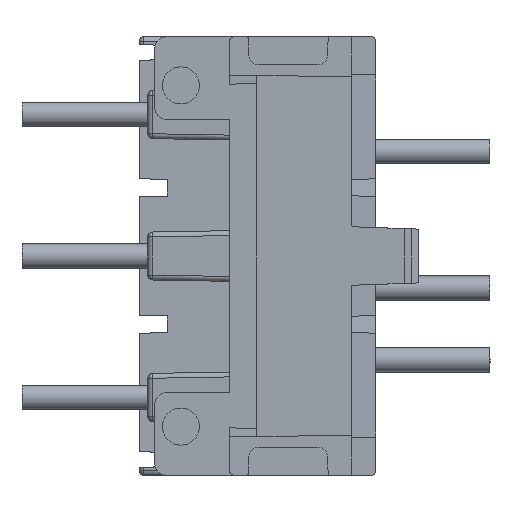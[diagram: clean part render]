
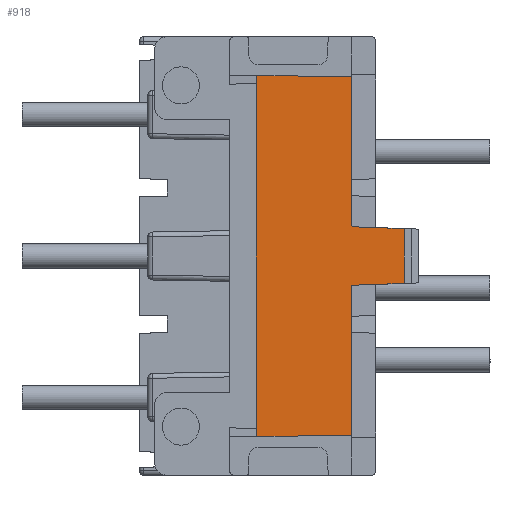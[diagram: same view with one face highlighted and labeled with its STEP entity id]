
A CAD part, front view. The second image highlights one B-rep face of the part: STEP entity #918.
In plain terms, the highlighted planar face has unit normal (-0.009, -1, 0).
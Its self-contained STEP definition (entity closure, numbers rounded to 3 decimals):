
#280=ELLIPSE('',#9959,0.199,0.199);
#281=ELLIPSE('',#9960,0.199,0.199);
#539=PLANE('',#9961);
#918=ADVANCED_FACE('',(#1531),#539,.T.);
#1531=FACE_OUTER_BOUND('',#1983,.T.);
#1983=EDGE_LOOP('',(#5388,#5389,#5390,#5391,#5392,#5393,#5394,#5395,#5396,
#5397));
#2766=LINE('',#15239,#3781);
#2779=LINE('',#15273,#3794);
#2791=LINE('',#15305,#3806);
#2800=LINE('',#15323,#3815);
#2805=LINE('',#15339,#3820);
#2806=LINE('',#15340,#3821);
#2807=LINE('',#15344,#3822);
#2808=LINE('',#15345,#3823);
#3781=VECTOR('',#11634,1.);
#3794=VECTOR('',#11659,1.);
#3806=VECTOR('',#11683,1.);
#3815=VECTOR('',#11698,1.);
#3820=VECTOR('',#11711,1.);
#3821=VECTOR('',#11712,1.);
#3822=VECTOR('',#11715,1.);
#3823=VECTOR('',#11716,1.);
#5388=ORIENTED_EDGE('',*,*,#8589,.F.);
#5389=ORIENTED_EDGE('',*,*,#8590,.F.);
#5390=ORIENTED_EDGE('',*,*,#8573,.F.);
#5391=ORIENTED_EDGE('',*,*,#8591,.T.);
#5392=ORIENTED_EDGE('',*,*,#8592,.F.);
#5393=ORIENTED_EDGE('',*,*,#8593,.F.);
#5394=ORIENTED_EDGE('',*,*,#8540,.T.);
#5395=ORIENTED_EDGE('',*,*,#8582,.F.);
#5396=ORIENTED_EDGE('',*,*,#8557,.F.);
#5397=ORIENTED_EDGE('',*,*,#8594,.F.);
#7380=VERTEX_POINT('',#15238);
#7381=VERTEX_POINT('',#15240);
#7395=VERTEX_POINT('',#15272);
#7396=VERTEX_POINT('',#15274);
#7409=VERTEX_POINT('',#15304);
#7410=VERTEX_POINT('',#15306);
#7421=VERTEX_POINT('',#15337);
#7422=VERTEX_POINT('',#15338);
#7423=VERTEX_POINT('',#15341);
#7424=VERTEX_POINT('',#15343);
#8540=EDGE_CURVE('',#7381,#7380,#2766,.T.);
#8557=EDGE_CURVE('',#7395,#7396,#2779,.T.);
#8573=EDGE_CURVE('',#7409,#7410,#2791,.T.);
#8582=EDGE_CURVE('',#7396,#7380,#2800,.T.);
#8589=EDGE_CURVE('',#7421,#7422,#280,.T.);
#8590=EDGE_CURVE('',#7410,#7421,#2805,.T.);
#8591=EDGE_CURVE('',#7409,#7423,#2806,.T.);
#8592=EDGE_CURVE('',#7424,#7423,#281,.T.);
#8593=EDGE_CURVE('',#7381,#7424,#2807,.T.);
#8594=EDGE_CURVE('',#7422,#7395,#2808,.T.);
#9959=AXIS2_PLACEMENT_3D('',#15336,#11709,#11710);
#9960=AXIS2_PLACEMENT_3D('',#15342,#11713,#11714);
#9961=AXIS2_PLACEMENT_3D('',#15346,#11717,#11718);
#11634=DIRECTION('',(-1.,0.009,0.009));
#11659=DIRECTION('',(-1.,0.009,-0.009));
#11683=DIRECTION('',(0.,0.,-1.));
#11698=DIRECTION('',(0.,0.,1.));
#11709=DIRECTION('',(-0.009,-1.,0.));
#11710=DIRECTION('',(-1.,0.009,0.));
#11711=DIRECTION('',(-0.999,0.009,-0.035));
#11712=DIRECTION('',(-0.999,0.009,0.035));
#11713=DIRECTION('',(-0.009,-1.,0.));
#11714=DIRECTION('',(-1.,0.009,0.));
#11715=DIRECTION('',(0.,0.,-1.));
#11716=DIRECTION('',(0.,0.,-1.));
#11717=DIRECTION('',(-0.009,-1.,0.));
#11718=DIRECTION('',(1.,-0.009,0.));
#15238=CARTESIAN_POINT('',(-21.4,2.333,27.058));
#15239=CARTESIAN_POINT('',(-6.04,2.198,26.924));
#15240=CARTESIAN_POINT('',(-11.6,2.247,26.972));
#15272=CARTESIAN_POINT('',(-11.6,2.247,-9.855));
#15273=CARTESIAN_POINT('',(-21.538,2.334,-9.941));
#15274=CARTESIAN_POINT('',(-21.4,2.333,-9.94));
#15304=CARTESIAN_POINT('',(-6.201,2.2,11.37));
#15305=CARTESIAN_POINT('',(-6.201,2.2,11.37));
#15306=CARTESIAN_POINT('',(-6.201,2.2,5.748));
#15323=CARTESIAN_POINT('',(-21.4,2.333,-9.94));
#15336=CARTESIAN_POINT('',(-11.402,2.245,5.367));
#15337=CARTESIAN_POINT('',(-11.409,2.245,5.566));
#15338=CARTESIAN_POINT('',(-11.6,2.247,5.367));
#15339=CARTESIAN_POINT('',(-6.201,2.2,5.748));
#15340=CARTESIAN_POINT('',(-6.201,2.2,11.37));
#15341=CARTESIAN_POINT('',(-11.409,2.245,11.552));
#15342=CARTESIAN_POINT('',(-11.402,2.245,11.75));
#15343=CARTESIAN_POINT('',(-11.6,2.247,11.75));
#15344=CARTESIAN_POINT('',(-11.6,2.247,8.559));
#15345=CARTESIAN_POINT('',(-11.6,2.247,8.559));
#15346=CARTESIAN_POINT('',(-6.201,2.2,8.559));
